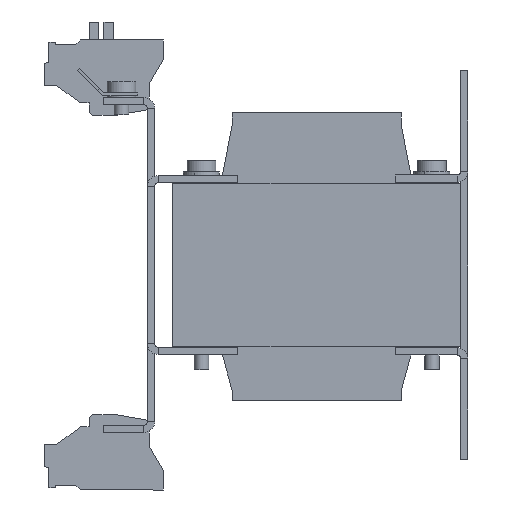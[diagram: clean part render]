
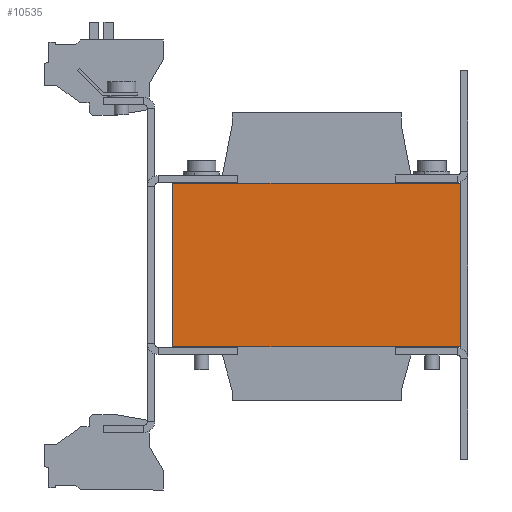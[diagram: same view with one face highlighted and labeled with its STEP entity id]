
A CAD part, left-side view. The second image highlights one B-rep face of the part: STEP entity #10535.
In plain terms, the highlighted planar face has unit normal (-1, 0, 0).
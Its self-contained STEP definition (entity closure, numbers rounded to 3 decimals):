
#351 = CARTESIAN_POINT ( 'NONE',  ( -48., -40., 22.75 ) ) ;
#368 = CARTESIAN_POINT ( 'NONE',  ( -48., -40., -22.75 ) ) ;
#676 = VERTEX_POINT ( 'NONE', #6548 ) ;
#682 = ORIENTED_EDGE ( 'NONE', *, *, #6924, .F. ) ;
#990 = DIRECTION ( 'NONE',  ( 1., 0., 0. ) ) ;
#1787 = LINE ( 'NONE', #9209, #4465 ) ;
#1902 = VERTEX_POINT ( 'NONE', #3313 ) ;
#1910 = CARTESIAN_POINT ( 'NONE',  ( -48., 40., 22.75 ) ) ;
#2309 = AXIS2_PLACEMENT_3D ( 'NONE', #9113, #990, #9981 ) ;
#2419 = VECTOR ( 'NONE', #10306, 1000. ) ;
#2474 = DIRECTION ( 'NONE',  ( 0., 0., -1. ) ) ;
#3043 = DIRECTION ( 'NONE',  ( 0., -1., 0. ) ) ;
#3077 = ORIENTED_EDGE ( 'NONE', *, *, #3481, .T. ) ;
#3082 = LINE ( 'NONE', #4215, #9657 ) ;
#3092 = EDGE_CURVE ( 'NONE', #6318, #676, #3082, .T. ) ;
#3313 = CARTESIAN_POINT ( 'NONE',  ( -48., 40., -22.75 ) ) ;
#3481 = EDGE_CURVE ( 'NONE', #1902, #10169, #1787, .T. ) ;
#3987 = VECTOR ( 'NONE', #2474, 1000. ) ;
#4215 = CARTESIAN_POINT ( 'NONE',  ( -48., 0., 22.75 ) ) ;
#4465 = VECTOR ( 'NONE', #3043, 1000. ) ;
#4565 = PLANE ( 'NONE',  #2309 ) ;
#6043 = EDGE_CURVE ( 'NONE', #6318, #1902, #9023, .T. ) ;
#6318 = VERTEX_POINT ( 'NONE', #1910 ) ;
#6548 = CARTESIAN_POINT ( 'NONE',  ( -48., -40., 22.75 ) ) ;
#6924 = EDGE_CURVE ( 'NONE', #676, #10169, #10951, .T. ) ;
#6932 = DIRECTION ( 'NONE',  ( 0., -1., 0. ) ) ;
#7312 = ORIENTED_EDGE ( 'NONE', *, *, #6043, .T. ) ;
#8756 = FACE_OUTER_BOUND ( 'NONE', #8916, .T. ) ;
#8765 = CARTESIAN_POINT ( 'NONE',  ( -48., 40., 22.75 ) ) ;
#8916 = EDGE_LOOP ( 'NONE', ( #3077, #682, #9211, #7312 ) ) ;
#9023 = LINE ( 'NONE', #8765, #3987 ) ;
#9113 = CARTESIAN_POINT ( 'NONE',  ( -48., 0., 22.75 ) ) ;
#9209 = CARTESIAN_POINT ( 'NONE',  ( -48., 0., -22.75 ) ) ;
#9211 = ORIENTED_EDGE ( 'NONE', *, *, #3092, .F. ) ;
#9657 = VECTOR ( 'NONE', #6932, 1000. ) ;
#9981 = DIRECTION ( 'NONE',  ( 0., 0., -1. ) ) ;
#10169 = VERTEX_POINT ( 'NONE', #368 ) ;
#10306 = DIRECTION ( 'NONE',  ( 0., 0., -1. ) ) ;
#10535 = ADVANCED_FACE ( 'NONE', ( #8756 ), #4565, .F. ) ;
#10951 = LINE ( 'NONE', #351, #2419 ) ;
